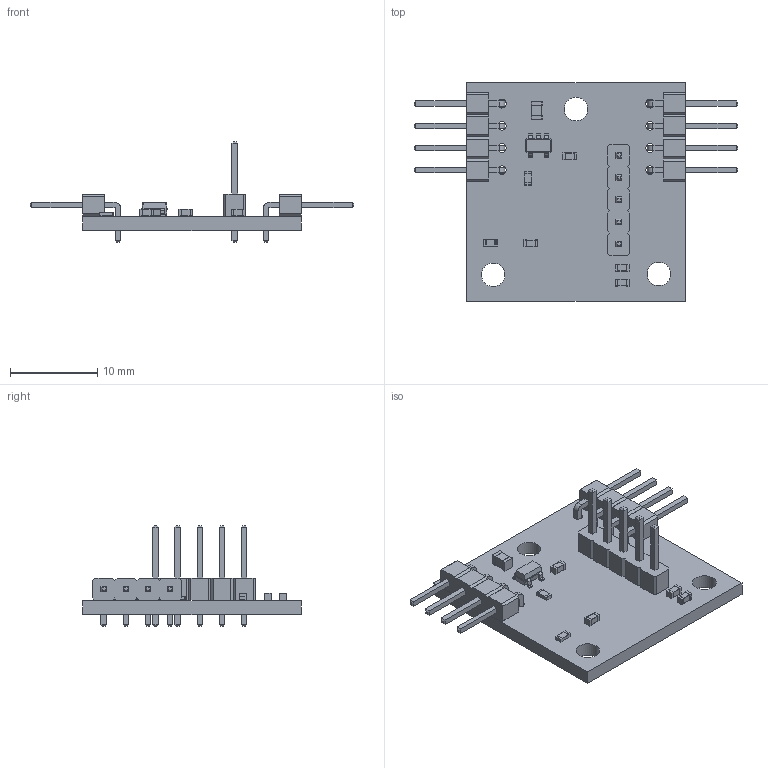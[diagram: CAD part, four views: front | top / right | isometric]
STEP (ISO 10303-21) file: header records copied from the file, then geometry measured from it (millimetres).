
FILE_DESCRIPTION(('KiCad electronic assembly'),'2;1');
FILE_NAME('SmallEncoder.step','2021-06-11T23:23:12',('An Author'),( 'A Company'),'Open CASCADE STEP processor 6.9', 'KiCad to STEP converter','Unknown');
FILE_SCHEMA(('AUTOMOTIVE_DESIGN { 1 0 10303 214 1 1 1 1 }'));
Length unit declared in the file: millimetre
Products named in the file (14): Open CASCADE STEP translator 6.9 1; PinHeader_1x05_P2.54mm_Vertical; SOLID; C_0603_1608Metric; R_0603_1608Metric; C_0805_2012Metric; PinHeader_1x04_P2.54mm_Horizontal; SOT-23-5; COMPOUND
Assembly tree (18 placements, depth 3):
  Open CASCADE STEP translator 6.9 1
    PinHeader_1x05_P2.54mm_Vertical
      SOLID
    C_0603_1608Metric  x4
      SOLID
    R_0603_1608Metric  x2
      SOLID
    C_0805_2012Metric
      SOLID
    PinHeader_1x04_P2.54mm_Horizontal  x2
      SOLID
    SOT-23-5
      SOLID
    COMPOUND
Bounding box: 37.08 x 25 x 11.54 mm (x, y, z)
Volume: 1235 mm3; surface area: 2259.7 mm2
Topology: 12 solids, 12 shells, 671 faces, 1677 edges, 1066 vertices
Faces by surface type: plane 522, cylinder 120, bspline 29
Full cylindrical faces by diameter (mm): 1 x13, 2.7 x3
Entity records: 31127 total; most frequent: CARTESIAN_POINT 5209, DIRECTION 4208, LINE 2982, VECTOR 2982, ORIENTED_EDGE 2238, PCURVE 2238, DEFINITIONAL_REPRESENTATION 2238, EDGE_CURVE 1119
